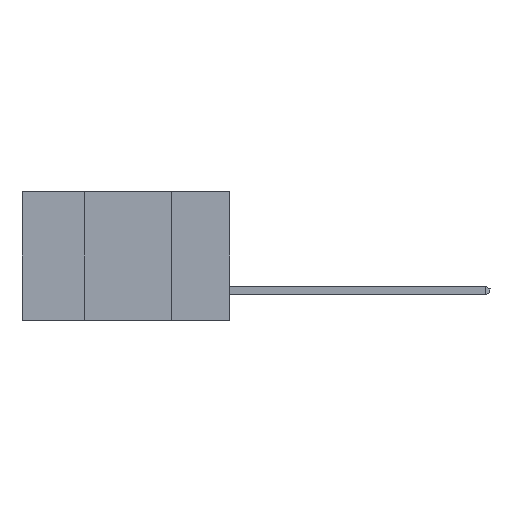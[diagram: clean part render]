
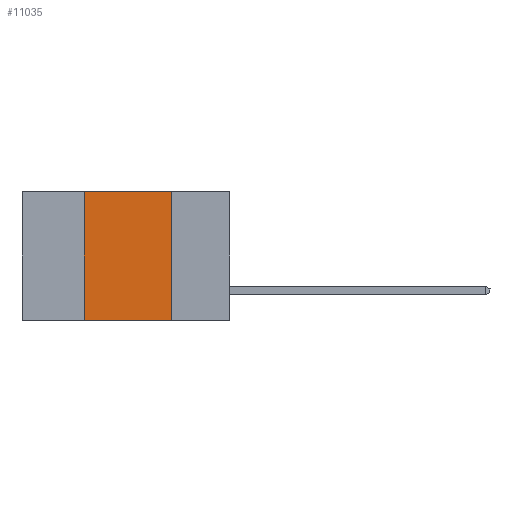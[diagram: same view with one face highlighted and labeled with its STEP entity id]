
A CAD part, left-side view. The second image highlights one B-rep face of the part: STEP entity #11035.
In plain terms, the highlighted planar face has unit normal (-1, 0, 0).
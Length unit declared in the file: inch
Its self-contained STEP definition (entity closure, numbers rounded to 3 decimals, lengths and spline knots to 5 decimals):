
#102 = LINE ( 'NONE', #4925, #20091 ) ;
#1659 = EDGE_CURVE ( 'NONE', #5075, #19708, #102, .T. ) ;
#2693 = ORIENTED_EDGE ( 'NONE', *, *, #12777, .T. ) ;
#3072 = CARTESIAN_POINT ( 'NONE',  ( 0., 0.6, 0. ) ) ;
#3302 = DIRECTION ( 'NONE',  ( 1., 0., 0. ) ) ;
#3751 = VECTOR ( 'NONE', #13060, 39.37008 ) ;
#4925 = CARTESIAN_POINT ( 'NONE',  ( 0., 0.6, 0. ) ) ;
#5075 = VERTEX_POINT ( 'NONE', #11935 ) ;
#6207 = CARTESIAN_POINT ( 'NONE',  ( 0., 0.42, -0.37 ) ) ;
#6570 = FACE_OUTER_BOUND ( 'NONE', #12497, .T. ) ;
#6585 = VERTEX_POINT ( 'NONE', #6207 ) ;
#7056 = AXIS2_PLACEMENT_3D ( 'NONE', #3072, #3302, #12868 ) ;
#7499 = ORIENTED_EDGE ( 'NONE', *, *, #1659, .F. ) ;
#10325 = CARTESIAN_POINT ( 'NONE',  ( 0., 0.17, -0.37 ) ) ;
#11035 = ADVANCED_FACE ( 'NONE', ( #6570 ), #18374, .F. ) ;
#11848 = DIRECTION ( 'NONE',  ( 0., -1., 0. ) ) ;
#11926 = VECTOR ( 'NONE', #13869, 39.37008 ) ;
#11935 = CARTESIAN_POINT ( 'NONE',  ( 0., 0.42, 0. ) ) ;
#12497 = EDGE_LOOP ( 'NONE', ( #18692, #7499, #12522, #2693 ) ) ;
#12522 = ORIENTED_EDGE ( 'NONE', *, *, #18570, .F. ) ;
#12638 = EDGE_CURVE ( 'NONE', #19708, #19029, #19015, .T. ) ;
#12777 = EDGE_CURVE ( 'NONE', #6585, #19029, #12852, .T. ) ;
#12852 = LINE ( 'NONE', #19567, #3751 ) ;
#12868 = DIRECTION ( 'NONE',  ( 0., 0., -1. ) ) ;
#13060 = DIRECTION ( 'NONE',  ( 0., -1., 0. ) ) ;
#13869 = DIRECTION ( 'NONE',  ( 0., 0., 1. ) ) ;
#14081 = LINE ( 'NONE', #18831, #11926 ) ;
#17477 = CARTESIAN_POINT ( 'NONE',  ( 0., 0.17, -0.37 ) ) ;
#17800 = VECTOR ( 'NONE', #20884, 39.37008 ) ;
#18374 = PLANE ( 'NONE',  #7056 ) ;
#18570 = EDGE_CURVE ( 'NONE', #6585, #5075, #14081, .T. ) ;
#18692 = ORIENTED_EDGE ( 'NONE', *, *, #12638, .F. ) ;
#18831 = CARTESIAN_POINT ( 'NONE',  ( 0., 0.42, -0.37 ) ) ;
#19015 = LINE ( 'NONE', #17477, #17800 ) ;
#19029 = VERTEX_POINT ( 'NONE', #10325 ) ;
#19567 = CARTESIAN_POINT ( 'NONE',  ( 0., 0.6, -0.37 ) ) ;
#19708 = VERTEX_POINT ( 'NONE', #20075 ) ;
#20075 = CARTESIAN_POINT ( 'NONE',  ( 0., 0.17, 0. ) ) ;
#20091 = VECTOR ( 'NONE', #11848, 39.37008 ) ;
#20884 = DIRECTION ( 'NONE',  ( 0., 0., -1. ) ) ;
